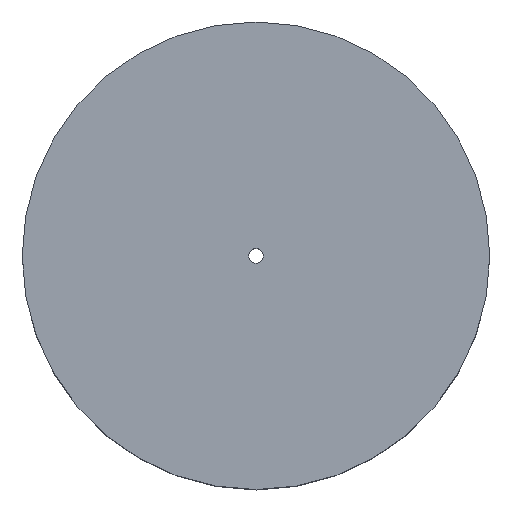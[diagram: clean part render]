
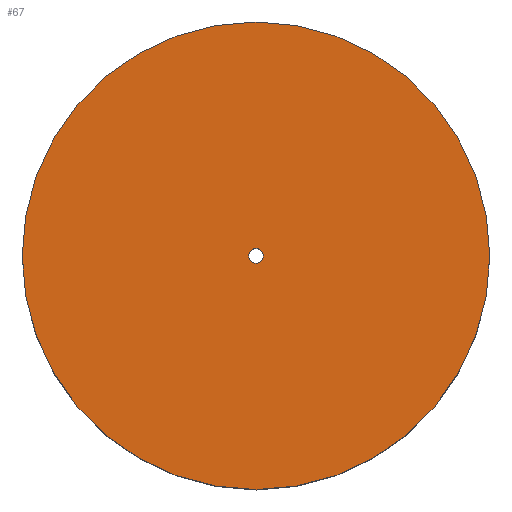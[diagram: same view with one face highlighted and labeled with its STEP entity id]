
A CAD part, top view. The second image highlights one B-rep face of the part: STEP entity #67.
In plain terms, the highlighted planar face has unit normal (0, 0, 1).
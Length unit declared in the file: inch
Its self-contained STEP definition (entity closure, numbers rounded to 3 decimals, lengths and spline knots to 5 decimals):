
#15=FACE_BOUND('',#31,.T.);
#17=PLANE('',#97);
#25=FACE_OUTER_BOUND('',#30,.T.);
#30=EDGE_LOOP('',(#60));
#31=EDGE_LOOP('',(#61));
#36=CIRCLE('',#91,0.125);
#39=CIRCLE('',#96,3.975);
#40=VERTEX_POINT('',#120);
#43=VERTEX_POINT('',#129);
#44=EDGE_CURVE('',#40,#40,#36,.T.);
#48=EDGE_CURVE('',#43,#43,#39,.T.);
#60=ORIENTED_EDGE('',*,*,#48,.T.);
#61=ORIENTED_EDGE('',*,*,#44,.T.);
#67=ADVANCED_FACE('',(#25,#15),#17,.T.);
#91=AXIS2_PLACEMENT_3D('',#121,#102,#103);
#96=AXIS2_PLACEMENT_3D('',#130,#113,#114);
#97=AXIS2_PLACEMENT_3D('',#132,#116,#117);
#102=DIRECTION('center_axis',(0.,0.,-1.));
#103=DIRECTION('ref_axis',(1.,0.,0.));
#113=DIRECTION('center_axis',(0.,0.,1.));
#114=DIRECTION('ref_axis',(1.,0.,0.));
#116=DIRECTION('center_axis',(0.,0.,1.));
#117=DIRECTION('ref_axis',(1.,0.,0.));
#120=CARTESIAN_POINT('',(-0.125,0.,2.));
#121=CARTESIAN_POINT('Origin',(0.,0.,2.));
#129=CARTESIAN_POINT('',(-3.975,0.,2.));
#130=CARTESIAN_POINT('Origin',(0.,0.,2.));
#132=CARTESIAN_POINT('Origin',(0.,0.,2.));
